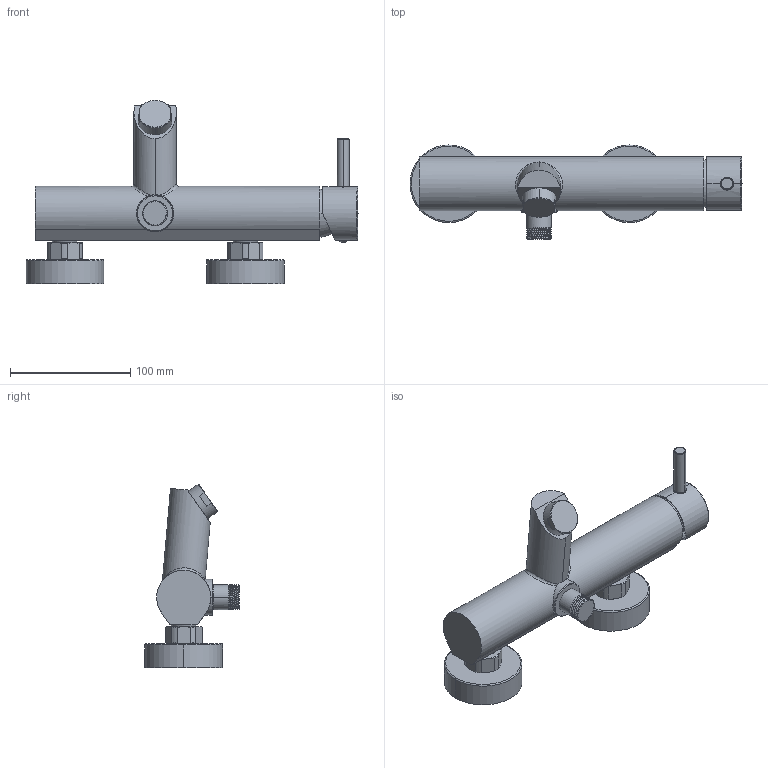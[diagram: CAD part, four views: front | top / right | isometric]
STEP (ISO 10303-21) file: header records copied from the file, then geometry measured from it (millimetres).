
FILE_DESCRIPTION((''),'2;1');
FILE_NAME('SK022CR','2021-01-15T16:22:25',('ut3'),('PAFFONI SpA'),'CREO PARAMETRIC BY PTC INC, 2020044','CREO PARAMETRIC BY PTC INC, 2020044','');
FILE_SCHEMA(('CONFIG_CONTROL_DESIGN','SHAPE_APPEARANCE_LAYERS_GROUPS'));
Length unit declared in the file: millimetre
Products named in the file (1): SK022CR
Bounding box: 275.84 x 78.25 x 152.4 mm (x, y, z)
Volume: 645733.3 mm3; surface area: 84198.6 mm2
Topology: 1 solids, 1 shells, 297 faces, 703 edges, 417 vertices
Faces by surface type: cylinder 95, plane 70, cone 60, bspline 30, torus 24, sphere 18
Entity records: 18172 total; most frequent: CARTESIAN_POINT 9155, ORIENTED_EDGE 1398, DIRECTION 1337, EDGE_CURVE 699, AXIS2_PLACEMENT_3D 564, VERTEX_POINT 417, FILL_AREA_STYLE_COLOUR 364, FILL_AREA_STYLE 364
